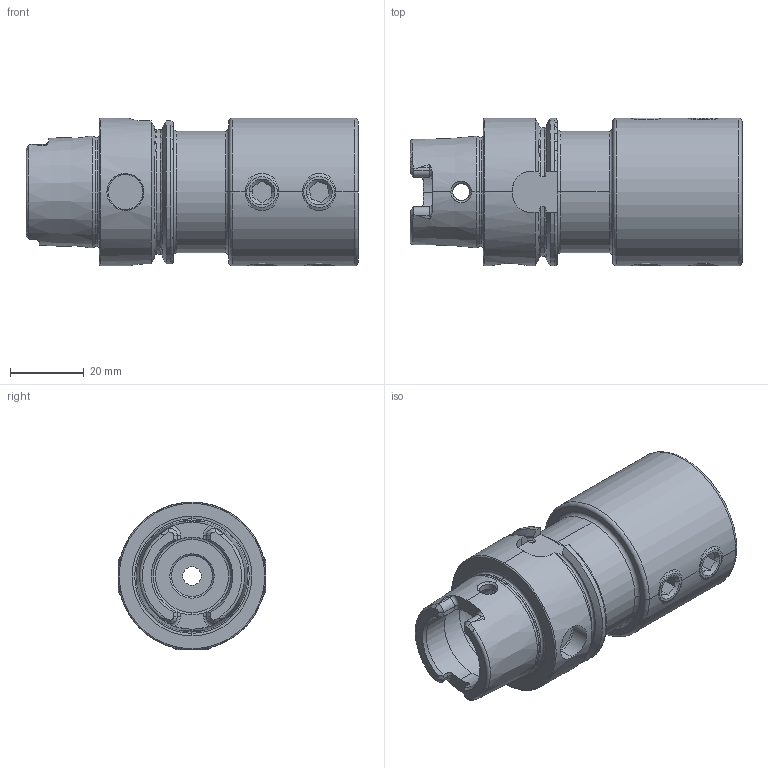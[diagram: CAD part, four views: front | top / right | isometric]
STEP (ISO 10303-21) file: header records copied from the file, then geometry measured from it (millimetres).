
FILE_DESCRIPTION (( 'STEP AP214' ), '1' );
FILE_NAME ('HA4.B16.K01.070.STEP', '2020-09-11T06:56:45', ( '' ), ( '' ), 'SwSTEP 2.0', 'SolidWorks 2017', '' );
FILE_SCHEMA (( 'AUTOMOTIVE_DESIGN' ));
Length unit declared in the file: millimetre
Products named in the file (3): ISO 4026 - M10 x 12_PreviewCfg; HA4-B16.K01.070_B_Fertigbearbeitung; HA4.B16.K01.070
Assembly tree (7 placements, depth 2):
  HA4.B16.K01.070
    HA4-B16.K01.070_B_Fertigbearbeitung
    ISO 4026 - M10 x 12_PreviewCfg  x6
Bounding box: 89.9 x 40 x 40 mm (x, y, z)
Volume: 70560.6 mm3; surface area: 23529.9 mm2
Topology: 7 solids, 7 shells, 287 faces, 736 edges, 463 vertices
Faces by surface type: plane 102, cylinder 76, cone 62, torus 43, bspline 4
Entity records: 8582 total; most frequent: CARTESIAN_POINT 3338, ORIENTED_EDGE 1092, DIRECTION 995, EDGE_CURVE 546, AXIS2_PLACEMENT_3D 406, VERTEX_POINT 343, EDGE_LOOP 215, ADVANCED_FACE 202
